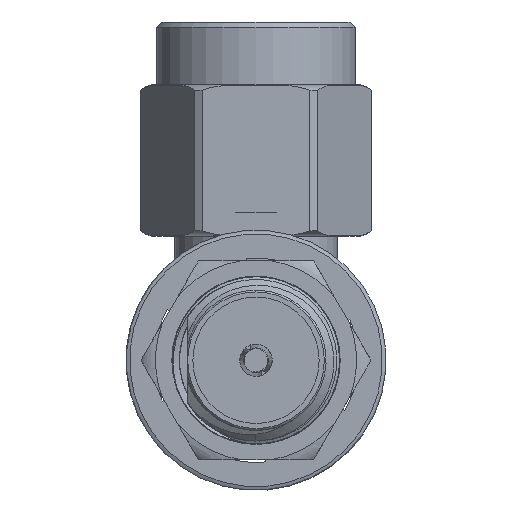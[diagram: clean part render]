
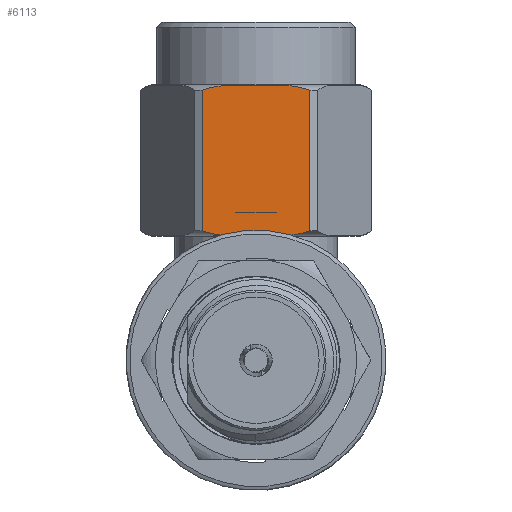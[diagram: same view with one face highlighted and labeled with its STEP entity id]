
A CAD part, front view. The second image highlights one B-rep face of the part: STEP entity #6113.
In plain terms, the highlighted planar face has unit normal (0, -1, 0).
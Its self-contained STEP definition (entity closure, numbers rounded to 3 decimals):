
#188=B_SPLINE_CURVE_WITH_KNOTS('',3,(#8697,#8698,#8699,#8700,#8701,#8702,
#8703),.UNSPECIFIED.,.F.,.F.,(4,1,1,1,4),(0.01,0.011,
0.012,0.014,0.015),.UNSPECIFIED.);
#198=B_SPLINE_CURVE_WITH_KNOTS('',3,(#8762,#8763,#8764,#8765,#8766,#8767,
#8768),.UNSPECIFIED.,.F.,.F.,(4,1,1,1,4),(0.01,0.011,
0.012,0.014,0.015),.UNSPECIFIED.);
#379=LINE('',#8844,#623);
#380=LINE('',#8846,#624);
#623=VECTOR('',#7003,1000.);
#624=VECTOR('',#7006,1000.);
#864=PLANE('',#6447);
#1139=ORIENTED_EDGE('',*,*,#2397,.T.);
#1140=ORIENTED_EDGE('',*,*,#2421,.T.);
#1141=ORIENTED_EDGE('',*,*,#2407,.T.);
#1142=ORIENTED_EDGE('',*,*,#2422,.T.);
#2397=EDGE_CURVE('',#3055,#3054,#188,.T.);
#2407=EDGE_CURVE('',#3064,#3065,#198,.T.);
#2421=EDGE_CURVE('',#3054,#3064,#379,.T.);
#2422=EDGE_CURVE('',#3065,#3055,#380,.T.);
#3054=VERTEX_POINT('',#8696);
#3055=VERTEX_POINT('',#8704);
#3064=VERTEX_POINT('',#8769);
#3065=VERTEX_POINT('',#8770);
#3721=EDGE_LOOP('',(#1139,#1140,#1141,#1142));
#4080=FACE_BOUND('',#3721,.T.);
#6113=ADVANCED_FACE('',(#4080),#864,.T.);
#6447=AXIS2_PLACEMENT_3D('',#8845,#7004,#7005);
#7003=DIRECTION('',(0.,0.,1.));
#7004=DIRECTION('',(0.,-1.,0.));
#7005=DIRECTION('',(1.,0.,0.));
#7006=DIRECTION('',(0.,0.,-1.));
#8696=CARTESIAN_POINT('',(2.109,65.6,5.071));
#8697=CARTESIAN_POINT('',(-2.109,65.6,5.071));
#8698=CARTESIAN_POINT('',(-1.778,65.6,4.94));
#8699=CARTESIAN_POINT('',(-1.063,65.6,4.856));
#8700=CARTESIAN_POINT('',(0.004,65.6,4.852));
#8701=CARTESIAN_POINT('',(1.062,65.6,4.856));
#8702=CARTESIAN_POINT('',(1.776,65.6,4.939));
#8703=CARTESIAN_POINT('',(2.109,65.6,5.071));
#8704=CARTESIAN_POINT('',(-2.109,65.6,5.071));
#8762=CARTESIAN_POINT('',(2.109,65.6,10.579));
#8763=CARTESIAN_POINT('',(1.778,65.6,10.71));
#8764=CARTESIAN_POINT('',(1.063,65.6,10.794));
#8765=CARTESIAN_POINT('',(-0.004,65.6,10.798));
#8766=CARTESIAN_POINT('',(-1.062,65.6,10.794));
#8767=CARTESIAN_POINT('',(-1.776,65.6,10.711));
#8768=CARTESIAN_POINT('',(-2.109,65.6,10.579));
#8769=CARTESIAN_POINT('',(2.109,65.6,10.579));
#8770=CARTESIAN_POINT('',(-2.109,65.6,10.579));
#8844=CARTESIAN_POINT('',(2.109,65.6,10.8));
#8845=CARTESIAN_POINT('',(2.309,65.6,10.8));
#8846=CARTESIAN_POINT('',(-2.109,65.6,10.8));
